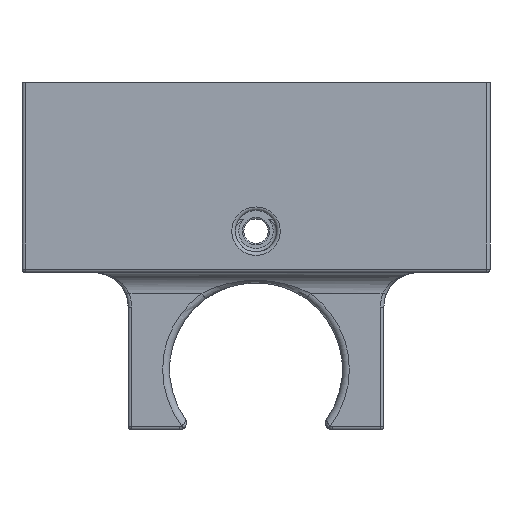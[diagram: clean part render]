
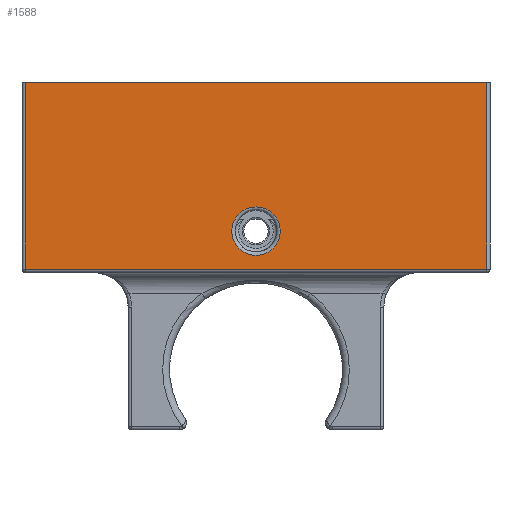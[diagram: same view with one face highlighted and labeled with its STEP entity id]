
A CAD part, front view. The second image highlights one B-rep face of the part: STEP entity #1588.
In plain terms, the highlighted planar face has unit normal (0, -1, 0).
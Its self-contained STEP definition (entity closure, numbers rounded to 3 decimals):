
#37=FACE_BOUND('',#335,.T.);
#56=PLANE('',#1805);
#223=FACE_OUTER_BOUND('',#334,.T.);
#334=EDGE_LOOP('',(#1422,#1423,#1424,#1425));
#335=EDGE_LOOP('',(#1426));
#356=LINE('',#2447,#443);
#417=LINE('',#3625,#504);
#419=LINE('',#3628,#506);
#421=LINE('',#3631,#508);
#443=VECTOR('',#1886,10.);
#504=VECTOR('',#2267,10.);
#506=VECTOR('',#2271,10.);
#508=VECTOR('',#2275,10.);
#618=CIRCLE('',#1801,3.5);
#645=VERTEX_POINT('',#2444);
#646=VERTEX_POINT('',#2446);
#743=VERTEX_POINT('',#3610);
#744=VERTEX_POINT('',#3617);
#746=VERTEX_POINT('',#3639);
#785=EDGE_CURVE('',#646,#645,#356,.T.);
#968=EDGE_CURVE('',#646,#744,#417,.T.);
#970=EDGE_CURVE('',#744,#743,#419,.T.);
#972=EDGE_CURVE('',#743,#645,#421,.T.);
#975=EDGE_CURVE('',#746,#746,#618,.T.);
#1422=ORIENTED_EDGE('',*,*,#968,.F.);
#1423=ORIENTED_EDGE('',*,*,#785,.T.);
#1424=ORIENTED_EDGE('',*,*,#972,.F.);
#1425=ORIENTED_EDGE('',*,*,#970,.F.);
#1426=ORIENTED_EDGE('',*,*,#975,.F.);
#1588=ADVANCED_FACE('',(#223,#37),#56,.T.);
#1801=AXIS2_PLACEMENT_3D('',#3640,#2288,#2289);
#1805=AXIS2_PLACEMENT_3D('',#3646,#2296,#2297);
#1886=DIRECTION('',(-1.,0.,0.));
#2267=DIRECTION('',(0.,0.,-1.));
#2271=DIRECTION('',(-1.,0.,0.));
#2275=DIRECTION('',(0.,0.,1.));
#2288=DIRECTION('center_axis',(0.,-1.,0.));
#2289=DIRECTION('ref_axis',(0.909,0.,-0.417));
#2296=DIRECTION('center_axis',(0.,-1.,0.));
#2297=DIRECTION('ref_axis',(0.,0.,-1.));
#2444=CARTESIAN_POINT('',(-60.035,-7.28,26.01));
#2446=CARTESIAN_POINT('',(6.665,-7.28,26.01));
#2447=CARTESIAN_POINT('',(-42.11,-7.28,26.01));
#3610=CARTESIAN_POINT('',(-60.035,-7.28,-1.04));
#3617=CARTESIAN_POINT('',(6.665,-7.28,-1.04));
#3625=CARTESIAN_POINT('',(6.665,-7.28,5.71));
#3628=CARTESIAN_POINT('',(-11.26,-7.28,-1.04));
#3631=CARTESIAN_POINT('',(-60.035,-7.28,5.71));
#3639=CARTESIAN_POINT('',(-26.685,-7.28,0.96));
#3640=CARTESIAN_POINT('Origin',(-26.685,-7.28,4.46));
#3646=CARTESIAN_POINT('Origin',(4.165,-7.28,5.71));
